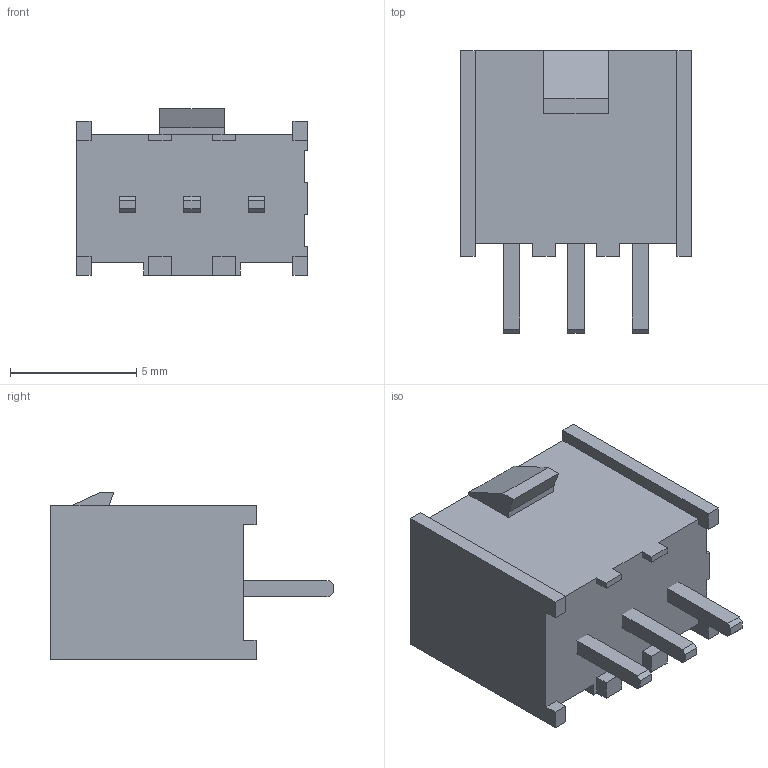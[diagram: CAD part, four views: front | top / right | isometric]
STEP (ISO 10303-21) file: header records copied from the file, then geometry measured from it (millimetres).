
FILE_DESCRIPTION(/* description */ ('STEP AP214'),/* implementation_level */ '2;1');
FILE_NAME(/* name */ 'IPL1-103-01-L-S-K',/* time_stamp */ '2024-10-24T05:25:01+02:00',/* author */ ('License CC BY-ND 4.0'),/* organization */ ('CADENAS'),/* preprocessor_version */ 'ST-DEVELOPER v19.3',/* originating_system */ 'PARTsolutions',/* authorisation */ ' ');
FILE_SCHEMA (('AUTOMOTIVE_DESIGN {1 0 10303 214 3 1 1}'));
Length unit declared in the file: inch
Products named in the file (4): IPL1-103-01-L-S-K; IPL1-103-01-S-K_HDR; T-1S64-01-03-L-S; T-1S64-01-03-L-S2
Assembly tree (3 placements, depth 2):
  IPL1-103-01-L-S-K
    IPL1-103-01-S-K_HDR
    T-1S64-01-03-L-S
    T-1S64-01-03-L-S2
Bounding box: 9.14 x 11.18 x 6.6 mm (x, y, z)
Volume: 280.2 mm3; surface area: 634.6 mm2
Topology: 3 solids, 3 shells, 117 faces, 330 edges, 220 vertices
Faces by surface type: plane 117
Entity records: 3809 total; most frequent: CARTESIAN_POINT 671, ORIENTED_EDGE 660, DIRECTION 572, EDGE_CURVE 330, LINE 330, VECTOR 330, VERTEX_POINT 220, AXIS2_PLACEMENT_3D 121
